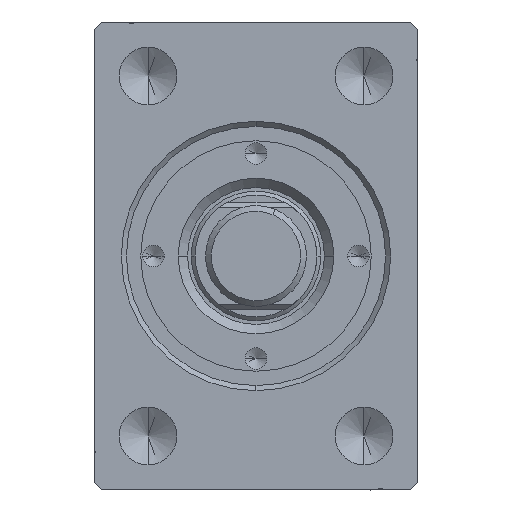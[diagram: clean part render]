
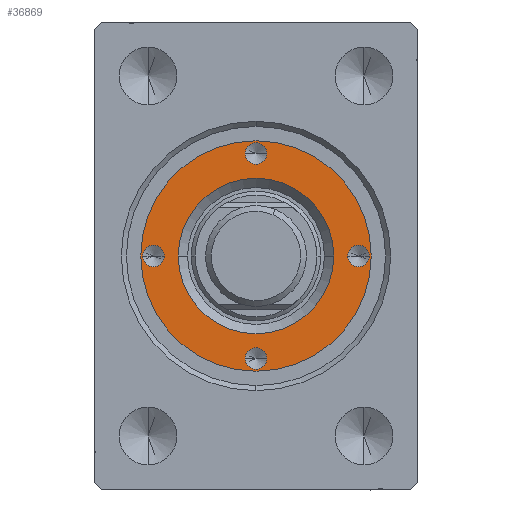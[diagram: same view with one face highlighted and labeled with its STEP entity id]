
A CAD part, left-side view. The second image highlights one B-rep face of the part: STEP entity #36869.
In plain terms, the highlighted face is planar.
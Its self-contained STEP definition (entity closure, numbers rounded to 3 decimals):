
#857 = DIRECTION ( 'NONE',  ( 0., 0., -1. ) ) ;
#945 = FACE_BOUND ( 'NONE', #30792, .T. ) ;
#979 = VERTEX_POINT ( 'NONE', #38687 ) ;
#986 = ORIENTED_EDGE ( 'NONE', *, *, #17327, .F. ) ;
#1024 = ORIENTED_EDGE ( 'NONE', *, *, #42777, .T. ) ;
#1270 = AXIS2_PLACEMENT_3D ( 'NONE', #8617, #22088, #15346 ) ;
#1555 = CIRCLE ( 'NONE', #21624, 16. ) ;
#1680 = CARTESIAN_POINT ( 'NONE',  ( 0., -14.25, 11.8 ) ) ;
#2535 = AXIS2_PLACEMENT_3D ( 'NONE', #15836, #22795, #26151 ) ;
#2703 = EDGE_CURVE ( 'NONE', #17015, #13258, #28339, .T. ) ;
#2764 = ORIENTED_EDGE ( 'NONE', *, *, #22341, .F. ) ;
#3320 = ORIENTED_EDGE ( 'NONE', *, *, #12615, .T. ) ;
#4544 = DIRECTION ( 'NONE',  ( 0., 0., 1. ) ) ;
#4799 = CARTESIAN_POINT ( 'NONE',  ( -12.75, 0., 11.8 ) ) ;
#4973 = CARTESIAN_POINT ( 'NONE',  ( 0., 0., 11.8 ) ) ;
#5169 = CARTESIAN_POINT ( 'NONE',  ( 10.8, 0., 11.8 ) ) ;
#5375 = DIRECTION ( 'NONE',  ( 1., 0., 0. ) ) ;
#5729 = AXIS2_PLACEMENT_3D ( 'NONE', #37467, #20381, #7148 ) ;
#6452 = CIRCLE ( 'NONE', #31547, 16. ) ;
#6593 = CARTESIAN_POINT ( 'NONE',  ( -16., 0., 11.8 ) ) ;
#7134 = EDGE_CURVE ( 'NONE', #18451, #31792, #6452, .T. ) ;
#7148 = DIRECTION ( 'NONE',  ( 1., 0., 0. ) ) ;
#8331 = AXIS2_PLACEMENT_3D ( 'NONE', #1680, #42128, #25042 ) ;
#8348 = AXIS2_PLACEMENT_3D ( 'NONE', #27567, #857, #31388 ) ;
#8563 = FACE_BOUND ( 'NONE', #8564, .T. ) ;
#8564 = EDGE_LOOP ( 'NONE', ( #2764, #39281 ) ) ;
#8616 = CARTESIAN_POINT ( 'NONE',  ( 14.25, 0., 11.8 ) ) ;
#8617 = CARTESIAN_POINT ( 'NONE',  ( 0., 14.25, 11.8 ) ) ;
#8773 = CARTESIAN_POINT ( 'NONE',  ( 14.25, 0., 11.8 ) ) ;
#10087 = VERTEX_POINT ( 'NONE', #34614 ) ;
#11506 = DIRECTION ( 'NONE',  ( 1., 0., 0. ) ) ;
#11726 = CARTESIAN_POINT ( 'NONE',  ( 0., 0., 11.8 ) ) ;
#11812 = EDGE_CURVE ( 'NONE', #30214, #14077, #22411, .T. ) ;
#11948 = DIRECTION ( 'NONE',  ( 0., 0., 1. ) ) ;
#12615 = EDGE_CURVE ( 'NONE', #31792, #18451, #1555, .T. ) ;
#12811 = DIRECTION ( 'NONE',  ( 1., 0., 0. ) ) ;
#13058 = EDGE_LOOP ( 'NONE', ( #18439, #1024 ) ) ;
#13258 = VERTEX_POINT ( 'NONE', #4799 ) ;
#13772 = CARTESIAN_POINT ( 'NONE',  ( -15.75, 0., 11.8 ) ) ;
#14068 = EDGE_CURVE ( 'NONE', #14077, #30214, #14502, .T. ) ;
#14077 = VERTEX_POINT ( 'NONE', #23420 ) ;
#14314 = CARTESIAN_POINT ( 'NONE',  ( 1.5, -14.25, 11.8 ) ) ;
#14420 = FACE_OUTER_BOUND ( 'NONE', #38606, .T. ) ;
#14502 = CIRCLE ( 'NONE', #34566, 1.5 ) ;
#15041 = CARTESIAN_POINT ( 'NONE',  ( -14.25, 0., 11.8 ) ) ;
#15346 = DIRECTION ( 'NONE',  ( 1., 0., 0. ) ) ;
#15836 = CARTESIAN_POINT ( 'NONE',  ( 0., -14.25, 11.8 ) ) ;
#16553 = VERTEX_POINT ( 'NONE', #14314 ) ;
#16722 = CARTESIAN_POINT ( 'NONE',  ( 16., 0., 11.8 ) ) ;
#16876 = AXIS2_PLACEMENT_3D ( 'NONE', #15041, #22656, #5375 ) ;
#17015 = VERTEX_POINT ( 'NONE', #13772 ) ;
#17118 = VERTEX_POINT ( 'NONE', #19067 ) ;
#17327 = EDGE_CURVE ( 'NONE', #17118, #39841, #25077, .T. ) ;
#17669 = DIRECTION ( 'NONE',  ( 0., 0., 1. ) ) ;
#18014 = DIRECTION ( 'NONE',  ( 1., 0., 0. ) ) ;
#18439 = ORIENTED_EDGE ( 'NONE', *, *, #29721, .T. ) ;
#18451 = VERTEX_POINT ( 'NONE', #16722 ) ;
#18880 = FACE_BOUND ( 'NONE', #13058, .T. ) ;
#19067 = CARTESIAN_POINT ( 'NONE',  ( -1.5, 14.25, 11.8 ) ) ;
#19516 = DIRECTION ( 'NONE',  ( 0., 0., 1. ) ) ;
#20381 = DIRECTION ( 'NONE',  ( 0., 0., 1. ) ) ;
#21601 = PLANE ( 'NONE',  #25617 ) ;
#21624 = AXIS2_PLACEMENT_3D ( 'NONE', #11726, #11948, #11506 ) ;
#21646 = ORIENTED_EDGE ( 'NONE', *, *, #37535, .F. ) ;
#21659 = CARTESIAN_POINT ( 'NONE',  ( -14.25, 0., 11.8 ) ) ;
#21903 = CIRCLE ( 'NONE', #2535, 1.5 ) ;
#22088 = DIRECTION ( 'NONE',  ( 0., 0., 1. ) ) ;
#22341 = EDGE_CURVE ( 'NONE', #13258, #17015, #23736, .T. ) ;
#22411 = CIRCLE ( 'NONE', #31000, 1.5 ) ;
#22656 = DIRECTION ( 'NONE',  ( 0., 0., 1. ) ) ;
#22713 = ORIENTED_EDGE ( 'NONE', *, *, #7134, .T. ) ;
#22795 = DIRECTION ( 'NONE',  ( 0., 0., 1. ) ) ;
#23003 = EDGE_LOOP ( 'NONE', ( #28060, #29212 ) ) ;
#23185 = DIRECTION ( 'NONE',  ( 1., 0., 0. ) ) ;
#23420 = CARTESIAN_POINT ( 'NONE',  ( 12.75, 0., 11.8 ) ) ;
#23736 = CIRCLE ( 'NONE', #41661, 1.5 ) ;
#25042 = DIRECTION ( 'NONE',  ( 1., 0., 0. ) ) ;
#25077 = CIRCLE ( 'NONE', #5729, 1.5 ) ;
#25617 = AXIS2_PLACEMENT_3D ( 'NONE', #4973, #4544, #18014 ) ;
#26151 = DIRECTION ( 'NONE',  ( 1., 0., 0. ) ) ;
#26484 = DIRECTION ( 'NONE',  ( 0., 0., 1. ) ) ;
#26546 = CARTESIAN_POINT ( 'NONE',  ( 0., 0., 11.8 ) ) ;
#27567 = CARTESIAN_POINT ( 'NONE',  ( 0., 0., 11.8 ) ) ;
#27670 = CIRCLE ( 'NONE', #8331, 1.5 ) ;
#28060 = ORIENTED_EDGE ( 'NONE', *, *, #40241, .F. ) ;
#28339 = CIRCLE ( 'NONE', #16876, 1.5 ) ;
#28542 = FACE_BOUND ( 'NONE', #23003, .T. ) ;
#29212 = ORIENTED_EDGE ( 'NONE', *, *, #33724, .F. ) ;
#29721 = EDGE_CURVE ( 'NONE', #34091, #10087, #38360, .T. ) ;
#29837 = DIRECTION ( 'NONE',  ( 1., 0., 0. ) ) ;
#30214 = VERTEX_POINT ( 'NONE', #34796 ) ;
#30792 = EDGE_LOOP ( 'NONE', ( #31124, #43853 ) ) ;
#31000 = AXIS2_PLACEMENT_3D ( 'NONE', #8773, #26484, #12811 ) ;
#31123 = DIRECTION ( 'NONE',  ( 1., 0., 0. ) ) ;
#31124 = ORIENTED_EDGE ( 'NONE', *, *, #11812, .F. ) ;
#31388 = DIRECTION ( 'NONE',  ( 1., 0., 0. ) ) ;
#31547 = AXIS2_PLACEMENT_3D ( 'NONE', #34094, #19516, #29837 ) ;
#31792 = VERTEX_POINT ( 'NONE', #6593 ) ;
#32163 = CARTESIAN_POINT ( 'NONE',  ( 1.5, 14.25, 11.8 ) ) ;
#33724 = EDGE_CURVE ( 'NONE', #979, #16553, #27670, .T. ) ;
#34091 = VERTEX_POINT ( 'NONE', #5169 ) ;
#34094 = CARTESIAN_POINT ( 'NONE',  ( 0., 0., 11.8 ) ) ;
#34566 = AXIS2_PLACEMENT_3D ( 'NONE', #8616, #17669, #31123 ) ;
#34614 = CARTESIAN_POINT ( 'NONE',  ( -10.8, 0., 11.8 ) ) ;
#34770 = AXIS2_PLACEMENT_3D ( 'NONE', #26546, #40262, #23185 ) ;
#34796 = CARTESIAN_POINT ( 'NONE',  ( 15.75, 0., 11.8 ) ) ;
#35580 = DIRECTION ( 'NONE',  ( 1., 0., 0. ) ) ;
#35731 = FACE_BOUND ( 'NONE', #36054, .T. ) ;
#36054 = EDGE_LOOP ( 'NONE', ( #21646, #986 ) ) ;
#36869 = ADVANCED_FACE ( 'NONE', ( #8563, #35731, #945, #28542, #18880, #14420 ), #21601, .T. ) ;
#37467 = CARTESIAN_POINT ( 'NONE',  ( 0., 14.25, 11.8 ) ) ;
#37535 = EDGE_CURVE ( 'NONE', #39841, #17118, #39992, .T. ) ;
#38360 = CIRCLE ( 'NONE', #34770, 10.8 ) ;
#38606 = EDGE_LOOP ( 'NONE', ( #3320, #22713 ) ) ;
#38687 = CARTESIAN_POINT ( 'NONE',  ( -1.5, -14.25, 11.8 ) ) ;
#38738 = DIRECTION ( 'NONE',  ( 0., 0., 1. ) ) ;
#39281 = ORIENTED_EDGE ( 'NONE', *, *, #2703, .F. ) ;
#39841 = VERTEX_POINT ( 'NONE', #32163 ) ;
#39992 = CIRCLE ( 'NONE', #1270, 1.5 ) ;
#40241 = EDGE_CURVE ( 'NONE', #16553, #979, #21903, .T. ) ;
#40262 = DIRECTION ( 'NONE',  ( 0., 0., -1. ) ) ;
#41661 = AXIS2_PLACEMENT_3D ( 'NONE', #21659, #38738, #35580 ) ;
#42128 = DIRECTION ( 'NONE',  ( 0., 0., 1. ) ) ;
#42777 = EDGE_CURVE ( 'NONE', #10087, #34091, #44224, .T. ) ;
#43853 = ORIENTED_EDGE ( 'NONE', *, *, #14068, .F. ) ;
#44224 = CIRCLE ( 'NONE', #8348, 10.8 ) ;
